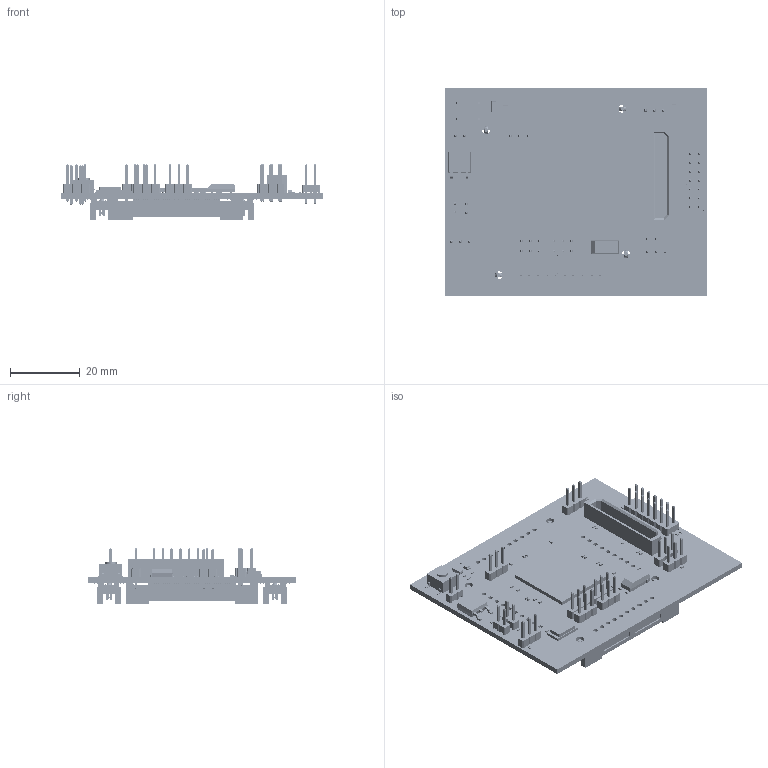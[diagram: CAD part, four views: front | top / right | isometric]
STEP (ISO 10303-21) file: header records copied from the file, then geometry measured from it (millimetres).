
FILE_DESCRIPTION(/* description */ (''),/* implementation_level */ '2;1');
FILE_NAME(/* name */ 'LFMAK48GU3M.stp',/* time_stamp */ '2016-02-02T10:54:52-05:00',/* author */ ('B17677'),/* organization */ (''),/* preprocessor_version */ 'ST-DEVELOPER v16.1',/* originating_system */ 'AutoCAD Mechanical',/* authorisation */ '');
FILE_SCHEMA (('AUTOMOTIVE_DESIGN { 1 0 10303 214 3 1 1 }'));
Length unit declared in the file: inch
Products named in the file (24): CDC2246; CC0402JRNP09BN120; UMK105B7472KV-F; C0402C104K4RACTU; C1005X5R1C334K050BC; C1005X5R1C105K050BC; C1005X5R1V225K050BC; CRCW0402510RJNED; CRCW04021K00JNED; CRCW04024K70JNED; CRCW040210K0FKED; HSMY-C170; 961102-6404-AR; 68000-103HLF; PRPC007DAAN-RC 2 X 7 header; B3S-1002P; MJD31CT4G; STM6315RDW13F; NX8045GB-40_000000MHZ; 324 Pin 1mm Pitch 19 x 19 Pkg; ABS25-32.768KHZ-T; ASP-148422-01; C-5767096-9; Product
Assembly tree (91 placements, depth 2):
  Product
    CDC2246
    CC0402JRNP09BN120  x4
    UMK105B7472KV-F
    C0402C104K4RACTU  x13
    C1005X5R1C334K050BC  x10
    C1005X5R1C105K050BC  x2
    C1005X5R1V225K050BC  x3
    CRCW0402510RJNED  x2
    CRCW04021K00JNED
    CRCW04024K70JNED
    CRCW040210K0FKED  x27
    HSMY-C170  x2
    961102-6404-AR  x3
    68000-103HLF  x9
    PRPC007DAAN-RC 2 X 7 header
    ASP-148422-01
    B3S-1002P
    MJD31CT4G
    STM6315RDW13F
    NX8045GB-40_000000MHZ
    324 Pin 1mm Pitch 19 x 19 Pkg
    ABS25-32.768KHZ-T
    C-5767096-9  x4
Bounding box: 74.93 x 59.69 x 16.05 mm (x, y, z)
Volume: 11919.3 mm3; surface area: 22431.7 mm2
Topology: 610 solids, 610 shells, 12904 faces, 38351 edges, 29346 vertices
Faces by surface type: plane 9690, cylinder 2873, sphere 324, cone 12, bspline 5
Full cylindrical faces by diameter (mm): 1.27 x40, 1.32 x1, 1.372 x2, 1.448 x2, 1.524 x14, 1.587 x21, 2.388 x4, 3.3 x1
Entity records: 124759 total; most frequent: CARTESIAN_POINT 26601, DIRECTION 19224, ORIENTED_EDGE 19036, EDGE_CURVE 9518, LINE 7526, VECTOR 7526, VERTEX_POINT 6766, AXIS2_PLACEMENT_3D 5849
